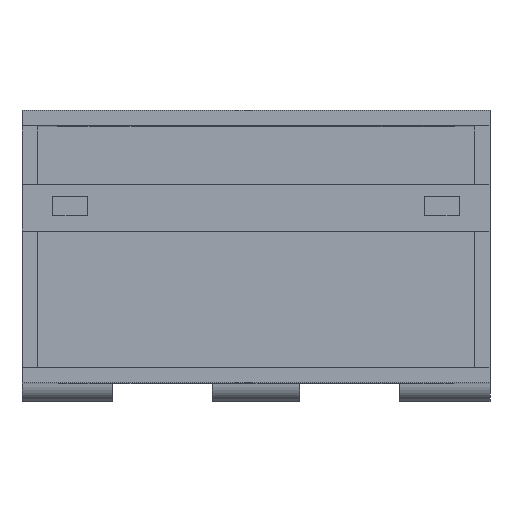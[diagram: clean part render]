
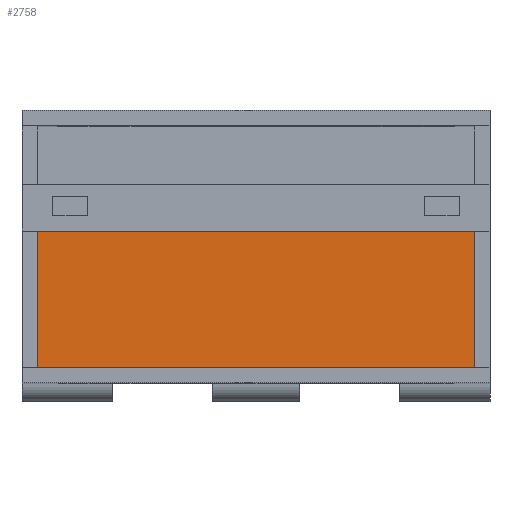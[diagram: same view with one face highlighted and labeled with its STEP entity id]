
A CAD part, top view. The second image highlights one B-rep face of the part: STEP entity #2758.
In plain terms, the highlighted planar face has unit normal (0, 0, 1).
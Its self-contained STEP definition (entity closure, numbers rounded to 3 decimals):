
#128 = PLANE('',#129);
#129 = AXIS2_PLACEMENT_3D('',#130,#131,#132);
#130 = CARTESIAN_POINT('',(-45.,3.,90.));
#131 = DIRECTION('',(0.,1.,0.));
#132 = DIRECTION('',(0.,0.,-1.));
#696 = PLANE('',#697);
#697 = AXIS2_PLACEMENT_3D('',#698,#699,#700);
#698 = CARTESIAN_POINT('',(-42.,29.2,3.));
#699 = DIRECTION('',(1.,0.,0.));
#700 = DIRECTION('',(0.,-1.,0.));
#739 = VERTEX_POINT('',#740);
#740 = CARTESIAN_POINT('',(-42.,3.,3.));
#763 = VERTEX_POINT('',#764);
#764 = CARTESIAN_POINT('',(42.,3.,3.));
#778 = PLANE('',#779);
#779 = AXIS2_PLACEMENT_3D('',#780,#781,#782);
#780 = CARTESIAN_POINT('',(42.,3.,3.));
#781 = DIRECTION('',(-1.,-0.,0.));
#782 = DIRECTION('',(0.,1.,0.));
#790 = EDGE_CURVE('',#739,#763,#791,.T.);
#791 = SURFACE_CURVE('',#792,(#796,#803),.PCURVE_S1.);
#792 = LINE('',#793,#794);
#793 = CARTESIAN_POINT('',(-45.,3.,3.));
#794 = VECTOR('',#795,1.);
#795 = DIRECTION('',(1.,0.,0.));
#796 = PCURVE('',#128,#797);
#797 = DEFINITIONAL_REPRESENTATION('',(#798),#802);
#798 = LINE('',#799,#800);
#799 = CARTESIAN_POINT('',(87.,0.));
#800 = VECTOR('',#801,1.);
#801 = DIRECTION('',(0.,-1.));
#802 = ( GEOMETRIC_REPRESENTATION_CONTEXT(2) 
PARAMETRIC_REPRESENTATION_CONTEXT() REPRESENTATION_CONTEXT('2D SPACE',''
  ) );
#803 = PCURVE('',#804,#809);
#804 = PLANE('',#805);
#805 = AXIS2_PLACEMENT_3D('',#806,#807,#808);
#806 = CARTESIAN_POINT('',(-45.,3.,3.));
#807 = DIRECTION('',(0.,0.,1.));
#808 = DIRECTION('',(0.,1.,0.));
#809 = DEFINITIONAL_REPRESENTATION('',(#810),#814);
#810 = LINE('',#811,#812);
#811 = CARTESIAN_POINT('',(0.,0.));
#812 = VECTOR('',#813,1.);
#813 = DIRECTION('',(0.,-1.));
#814 = ( GEOMETRIC_REPRESENTATION_CONTEXT(2) 
PARAMETRIC_REPRESENTATION_CONTEXT() REPRESENTATION_CONTEXT('2D SPACE',''
  ) );
#2378 = PLANE('',#2379);
#2379 = AXIS2_PLACEMENT_3D('',#2380,#2381,#2382);
#2380 = CARTESIAN_POINT('',(-45.,29.2,3.));
#2381 = DIRECTION('',(0.,-1.,0.));
#2382 = DIRECTION('',(0.,0.,1.));
#2707 = VERTEX_POINT('',#2708);
#2708 = CARTESIAN_POINT('',(-42.,29.2,3.));
#2731 = EDGE_CURVE('',#2707,#739,#2732,.T.);
#2732 = SURFACE_CURVE('',#2733,(#2737,#2744),.PCURVE_S1.);
#2733 = LINE('',#2734,#2735);
#2734 = CARTESIAN_POINT('',(-42.,29.2,3.));
#2735 = VECTOR('',#2736,1.);
#2736 = DIRECTION('',(0.,-1.,0.));
#2737 = PCURVE('',#696,#2738);
#2738 = DEFINITIONAL_REPRESENTATION('',(#2739),#2743);
#2739 = LINE('',#2740,#2741);
#2740 = CARTESIAN_POINT('',(0.,0.));
#2741 = VECTOR('',#2742,1.);
#2742 = DIRECTION('',(1.,0.));
#2743 = ( GEOMETRIC_REPRESENTATION_CONTEXT(2) 
PARAMETRIC_REPRESENTATION_CONTEXT() REPRESENTATION_CONTEXT('2D SPACE',''
  ) );
#2744 = PCURVE('',#804,#2745);
#2745 = DEFINITIONAL_REPRESENTATION('',(#2746),#2750);
#2746 = LINE('',#2747,#2748);
#2747 = CARTESIAN_POINT('',(26.2,-3.));
#2748 = VECTOR('',#2749,1.);
#2749 = DIRECTION('',(-1.,0.));
#2750 = ( GEOMETRIC_REPRESENTATION_CONTEXT(2) 
PARAMETRIC_REPRESENTATION_CONTEXT() REPRESENTATION_CONTEXT('2D SPACE',''
  ) );
#2758 = ADVANCED_FACE('',(#2759),#804,.T.);
#2759 = FACE_BOUND('',#2760,.T.);
#2760 = EDGE_LOOP('',(#2761,#2762,#2763,#2786));
#2761 = ORIENTED_EDGE('',*,*,#2731,.T.);
#2762 = ORIENTED_EDGE('',*,*,#790,.T.);
#2763 = ORIENTED_EDGE('',*,*,#2764,.T.);
#2764 = EDGE_CURVE('',#763,#2765,#2767,.T.);
#2765 = VERTEX_POINT('',#2766);
#2766 = CARTESIAN_POINT('',(42.,29.2,3.));
#2767 = SURFACE_CURVE('',#2768,(#2772,#2779),.PCURVE_S1.);
#2768 = LINE('',#2769,#2770);
#2769 = CARTESIAN_POINT('',(42.,3.,3.));
#2770 = VECTOR('',#2771,1.);
#2771 = DIRECTION('',(0.,1.,0.));
#2772 = PCURVE('',#804,#2773);
#2773 = DEFINITIONAL_REPRESENTATION('',(#2774),#2778);
#2774 = LINE('',#2775,#2776);
#2775 = CARTESIAN_POINT('',(0.,-87.));
#2776 = VECTOR('',#2777,1.);
#2777 = DIRECTION('',(1.,0.));
#2778 = ( GEOMETRIC_REPRESENTATION_CONTEXT(2) 
PARAMETRIC_REPRESENTATION_CONTEXT() REPRESENTATION_CONTEXT('2D SPACE',''
  ) );
#2779 = PCURVE('',#778,#2780);
#2780 = DEFINITIONAL_REPRESENTATION('',(#2781),#2785);
#2781 = LINE('',#2782,#2783);
#2782 = CARTESIAN_POINT('',(0.,0.));
#2783 = VECTOR('',#2784,1.);
#2784 = DIRECTION('',(1.,0.));
#2785 = ( GEOMETRIC_REPRESENTATION_CONTEXT(2) 
PARAMETRIC_REPRESENTATION_CONTEXT() REPRESENTATION_CONTEXT('2D SPACE',''
  ) );
#2786 = ORIENTED_EDGE('',*,*,#2787,.F.);
#2787 = EDGE_CURVE('',#2707,#2765,#2788,.T.);
#2788 = SURFACE_CURVE('',#2789,(#2793,#2800),.PCURVE_S1.);
#2789 = LINE('',#2790,#2791);
#2790 = CARTESIAN_POINT('',(-45.,29.2,3.));
#2791 = VECTOR('',#2792,1.);
#2792 = DIRECTION('',(1.,0.,0.));
#2793 = PCURVE('',#804,#2794);
#2794 = DEFINITIONAL_REPRESENTATION('',(#2795),#2799);
#2795 = LINE('',#2796,#2797);
#2796 = CARTESIAN_POINT('',(26.2,0.));
#2797 = VECTOR('',#2798,1.);
#2798 = DIRECTION('',(0.,-1.));
#2799 = ( GEOMETRIC_REPRESENTATION_CONTEXT(2) 
PARAMETRIC_REPRESENTATION_CONTEXT() REPRESENTATION_CONTEXT('2D SPACE',''
  ) );
#2800 = PCURVE('',#2378,#2801);
#2801 = DEFINITIONAL_REPRESENTATION('',(#2802),#2806);
#2802 = LINE('',#2803,#2804);
#2803 = CARTESIAN_POINT('',(0.,0.));
#2804 = VECTOR('',#2805,1.);
#2805 = DIRECTION('',(0.,-1.));
#2806 = ( GEOMETRIC_REPRESENTATION_CONTEXT(2) 
PARAMETRIC_REPRESENTATION_CONTEXT() REPRESENTATION_CONTEXT('2D SPACE',''
  ) );
